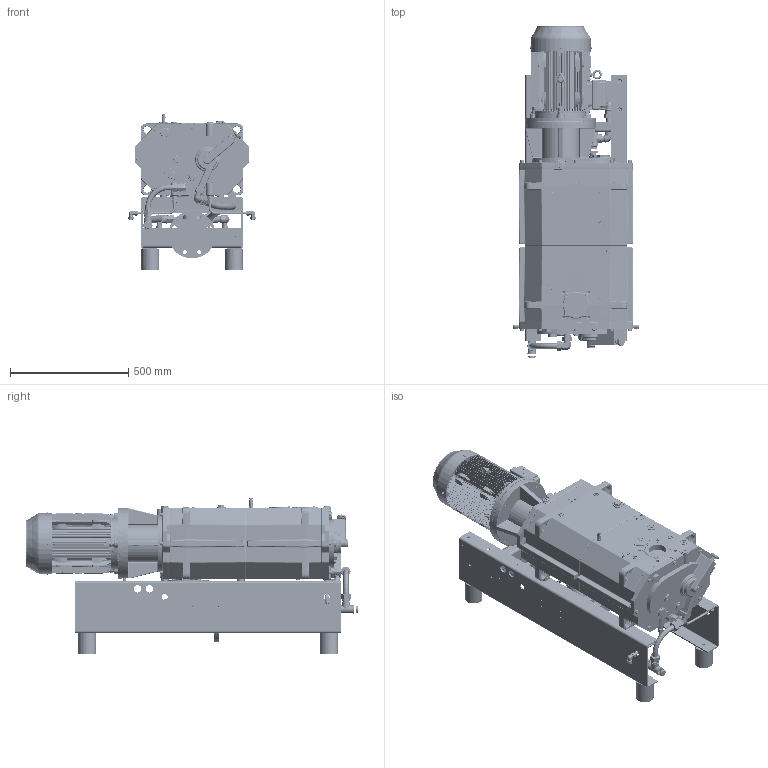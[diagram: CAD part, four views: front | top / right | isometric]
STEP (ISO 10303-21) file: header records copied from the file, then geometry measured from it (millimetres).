
FILE_DESCRIPTION(/* description */ (''),/* implementation_level */ '2;1');
FILE_NAME(/* name */ 'PU900066.stp',/* time_stamp */ '2020-05-28T12:50:32+02:00',/* author */ ('JOHLE'),/* organization */ (''),/* preprocessor_version */ 'ST-DEVELOPER v17',/* originating_system */ 'Autodesk Inventor 2018',/* authorisation */ '');
FILE_SCHEMA (('AUTOMOTIVE_DESIGN { 1 0 10303 214 3 1 1 }'));
Products named in the file (1): PU 900 066
Bounding box: 538.5 x 1405.45 x 664.5 mm (x, y, z)
Volume: 121390899.6 mm3; surface area: 5337473.2 mm2
Topology: 4 solids, 10 shells, 7924 faces, 20166 edges, 12495 vertices
Faces by surface type: plane 2644, cylinder 2534, bspline 1372, cone 697, torus 419, sphere 258
Full cylindrical faces by diameter (mm): 4 x1, 4.2 x4, 5 x16, 5.4 x4, 6.8 x14, 8 x4, 9 x14, 9.728 x1, 10 x15, 10.08 x1, 10.1 x4, 10.106 x1, 10.2 x7, 11 x4, 12 x7, 13 x8, 13.158 x1, 14 x22, 14.5 x4, 15 x1, 16 x20, 16.5 x1, 17 x1, 17.5 x4, 18 x8, 18.5 x1, 18.631 x2, 19 x8, 20.5 x2, 20.6 x3
Entity records: 403856 total; most frequent: CARTESIAN_POINT 218827, ORIENTED_EDGE 39998, DIRECTION 38522, EDGE_CURVE 19999, AXIS2_PLACEMENT_3D 15210, VERTEX_POINT 12494, EDGE_LOOP 8492, LINE 8102
